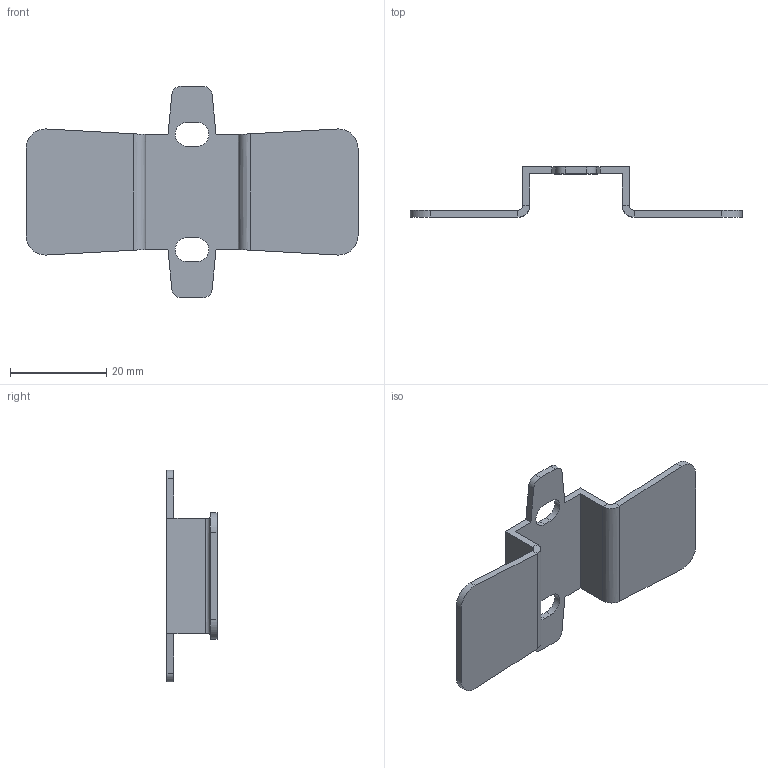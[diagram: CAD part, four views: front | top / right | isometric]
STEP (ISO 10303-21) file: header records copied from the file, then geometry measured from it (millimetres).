
FILE_DESCRIPTION(/* description */ (''),/* implementation_level */ '2;1');
FILE_NAME(/* name */ '6016561',/* time_stamp */ '2016-03-24T13:35:23+01:00',/* author */ (''),/* organization */ (''),/* preprocessor_version */ 'ST-DEVELOPER v15',/* originating_system */ '',/* authorisation */ '');
FILE_SCHEMA (('CONFIG_CONTROL_DESIGN'));
Length unit declared in the file: millimetre
Products named in the file (1): Document
Bounding box: 69 x 10.45 x 44 mm (x, y, z)
Volume: 3212.5 mm3; surface area: 4902.4 mm2
Topology: 1 solids, 1 shells, 149 faces, 380 edges, 248 vertices
Faces by surface type: plane 80, bspline 69
Entity records: 7296 total; most frequent: CARTESIAN_POINT 4678, ORIENTED_EDGE 760, EDGE_CURVE 380, B_SPLINE_CURVE_WITH_KNOTS 356, VERTEX_POINT 248, EDGE_LOOP 168, ADVANCED_FACE 149, FACE_OUTER_BOUND 149
